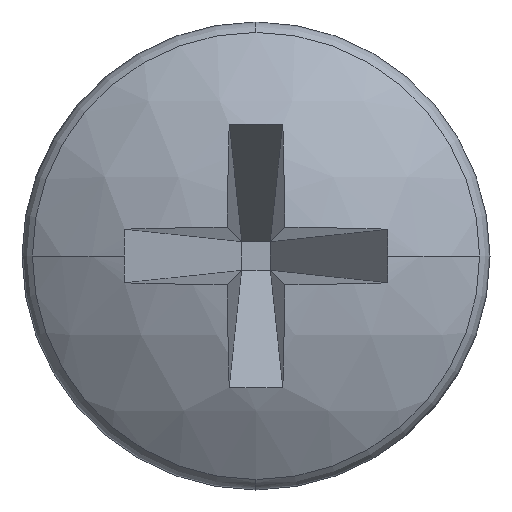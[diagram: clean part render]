
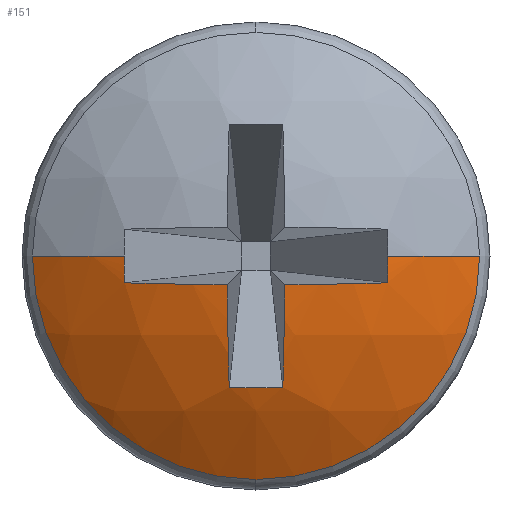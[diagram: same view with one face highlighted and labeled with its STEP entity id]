
A CAD part, left-side view. The second image highlights one B-rep face of the part: STEP entity #151.
In plain terms, the highlighted spherical face has radius 7.722 mm.
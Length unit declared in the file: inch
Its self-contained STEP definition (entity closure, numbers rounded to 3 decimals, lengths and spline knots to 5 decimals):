
#1 = DIRECTION ( 'NONE',  ( -0.084, 0., 0.996 ) ) ;
#71 = AXIS2_PLACEMENT_3D ( 'NONE', #1421, #1416, #1393 ) ;
#82 = CARTESIAN_POINT ( 'NONE',  ( 0.01876, -0.10514, 0. ) ) ;
#94 = DIRECTION ( 'NONE',  ( 0.621, 0., -0.784 ) ) ;
#112 = CIRCLE ( 'NONE', #1109, 0.17823 ) ;
#116 = DIRECTION ( 'NONE',  ( 0.996, 0., 0.084 ) ) ;
#151 = ADVANCED_FACE ( 'NONE', ( #1041 ), #2020, .T. ) ;
#152 = AXIS2_PLACEMENT_3D ( 'NONE', #596, #571, #544 ) ;
#188 = CIRCLE ( 'NONE', #755, 0.28888 ) ;
#267 = CIRCLE ( 'NONE', #2668, 0.30399 ) ;
#288 = CIRCLE ( 'NONE', #1840, 0.17823 ) ;
#331 = EDGE_CURVE ( 'NONE', #2791, #1083, #112, .T. ) ;
#400 = CARTESIAN_POINT ( 'NONE',  ( 0.05772, 0.17823, 0. ) ) ;
#412 = CARTESIAN_POINT ( 'NONE',  ( 0.01876, 0.10514, 0. ) ) ;
#424 = CARTESIAN_POINT ( 'NONE',  ( 0.01938, -0.10465, -0.02137 ) ) ;
#425 = ORIENTED_EDGE ( 'NONE', *, *, #1209, .F. ) ;
#437 = CARTESIAN_POINT ( 'NONE',  ( 0.01938, -0.02137, -0.10465 ) ) ;
#495 = AXIS2_PLACEMENT_3D ( 'NONE', #3502, #3172, #3125 ) ;
#544 = DIRECTION ( 'NONE',  ( -0.996, -0.084, 0. ) ) ;
#571 = DIRECTION ( 'NONE',  ( -0.084, 0.996, 0. ) ) ;
#578 = CARTESIAN_POINT ( 'NONE',  ( 0.01938, 0.02137, -0.10465 ) ) ;
#596 = CARTESIAN_POINT ( 'NONE',  ( 0.30379, 0.0025, 0. ) ) ;
#637 = CARTESIAN_POINT ( 'NONE',  ( 0.05772, 0., -0.17823 ) ) ;
#755 = AXIS2_PLACEMENT_3D ( 'NONE', #3439, #94, #3798 ) ;
#791 = VERTEX_POINT ( 'NONE', #437 ) ;
#928 = DIRECTION ( 'NONE',  ( 0., 0., 1. ) ) ;
#1023 = EDGE_LOOP ( 'NONE', ( #1479, #1718, #3403, #2013, #425, #3640, #3755, #2622, #1252, #1543, #3643 ) ) ;
#1041 = FACE_OUTER_BOUND ( 'NONE', #1023, .T. ) ;
#1083 = VERTEX_POINT ( 'NONE', #2619 ) ;
#1109 = AXIS2_PLACEMENT_3D ( 'NONE', #1506, #1196, #1167 ) ;
#1167 = DIRECTION ( 'NONE',  ( 0., 0., 1. ) ) ;
#1196 = DIRECTION ( 'NONE',  ( -1., 0., 0. ) ) ;
#1209 = EDGE_CURVE ( 'NONE', #3427, #2606, #267, .T. ) ;
#1227 = CARTESIAN_POINT ( 'NONE',  ( 0.01938, 0.10465, -0.02137 ) ) ;
#1237 = CARTESIAN_POINT ( 'NONE',  ( 0.304, 0., 0. ) ) ;
#1238 = DIRECTION ( 'NONE',  ( 0., 1., 0. ) ) ;
#1252 = ORIENTED_EDGE ( 'NONE', *, *, #2566, .F. ) ;
#1278 = DIRECTION ( 'NONE',  ( 0., 0., -1. ) ) ;
#1337 = CARTESIAN_POINT ( 'NONE',  ( 0.30379, 0., 0.0025 ) ) ;
#1348 = VERTEX_POINT ( 'NONE', #578 ) ;
#1393 = DIRECTION ( 'NONE',  ( -0.784, 0.621, 0. ) ) ;
#1395 = VERTEX_POINT ( 'NONE', #412 ) ;
#1416 = DIRECTION ( 'NONE',  ( 0.621, 0.784, 0. ) ) ;
#1421 = CARTESIAN_POINT ( 'NONE',  ( 0.24523, -0.07421, 0. ) ) ;
#1479 = ORIENTED_EDGE ( 'NONE', *, *, #2140, .T. ) ;
#1495 = DIRECTION ( 'NONE',  ( -1., 0., 0. ) ) ;
#1506 = CARTESIAN_POINT ( 'NONE',  ( 0.05772, 0., 0. ) ) ;
#1543 = ORIENTED_EDGE ( 'NONE', *, *, #3736, .T. ) ;
#1665 = CIRCLE ( 'NONE', #71, 0.28888 ) ;
#1666 = VERTEX_POINT ( 'NONE', #82 ) ;
#1718 = ORIENTED_EDGE ( 'NONE', *, *, #331, .T. ) ;
#1719 = DIRECTION ( 'NONE',  ( 0.996, 0., 0.084 ) ) ;
#1739 = DIRECTION ( 'NONE',  ( -0.084, 0., 0.996 ) ) ;
#1744 = CARTESIAN_POINT ( 'NONE',  ( 0.30379, 0., 0.0025 ) ) ;
#1809 = VERTEX_POINT ( 'NONE', #3809 ) ;
#1840 = AXIS2_PLACEMENT_3D ( 'NONE', #2209, #1495, #928 ) ;
#1872 = AXIS2_PLACEMENT_3D ( 'NONE', #3742, #3730, #3719 ) ;
#1925 = CIRCLE ( 'NONE', #3216, 0.304 ) ;
#2013 = ORIENTED_EDGE ( 'NONE', *, *, #2289, .T. ) ;
#2020 = SPHERICAL_SURFACE ( 'NONE', #2272, 0.304 ) ;
#2080 = CIRCLE ( 'NONE', #3233, 0.304 ) ;
#2100 = EDGE_CURVE ( 'NONE', #791, #1348, #188, .T. ) ;
#2140 = EDGE_CURVE ( 'NONE', #3242, #2791, #288, .T. ) ;
#2209 = CARTESIAN_POINT ( 'NONE',  ( 0.05772, 0., 0. ) ) ;
#2272 = AXIS2_PLACEMENT_3D ( 'NONE', #1237, #1278, #1238 ) ;
#2289 = EDGE_CURVE ( 'NONE', #1666, #2606, #3497, .T. ) ;
#2374 = VERTEX_POINT ( 'NONE', #1227 ) ;
#2501 = AXIS2_PLACEMENT_3D ( 'NONE', #1337, #1, #116 ) ;
#2566 = EDGE_CURVE ( 'NONE', #2374, #1809, #3760, .T. ) ;
#2606 = VERTEX_POINT ( 'NONE', #424 ) ;
#2619 = CARTESIAN_POINT ( 'NONE',  ( 0.05772, -0.17823, 0. ) ) ;
#2622 = ORIENTED_EDGE ( 'NONE', *, *, #3303, .F. ) ;
#2627 = EDGE_CURVE ( 'NONE', #3242, #1395, #2080, .T. ) ;
#2648 = DIRECTION ( 'NONE',  ( 1., 0., 0. ) ) ;
#2668 = AXIS2_PLACEMENT_3D ( 'NONE', #1744, #1739, #1719 ) ;
#2672 = DIRECTION ( 'NONE',  ( 0., 0., 1. ) ) ;
#2725 = EDGE_CURVE ( 'NONE', #791, #3427, #3677, .T. ) ;
#2745 = CARTESIAN_POINT ( 'NONE',  ( 0.304, 0., 0. ) ) ;
#2791 = VERTEX_POINT ( 'NONE', #637 ) ;
#3083 = CARTESIAN_POINT ( 'NONE',  ( 0.00172, -0.02286, -0.02286 ) ) ;
#3125 = DIRECTION ( 'NONE',  ( 0.784, 0.621, 0. ) ) ;
#3172 = DIRECTION ( 'NONE',  ( 0.621, -0.784, 0. ) ) ;
#3216 = AXIS2_PLACEMENT_3D ( 'NONE', #3247, #3239, #3232 ) ;
#3232 = DIRECTION ( 'NONE',  ( 0., 1., 0. ) ) ;
#3233 = AXIS2_PLACEMENT_3D ( 'NONE', #2745, #2672, #2648 ) ;
#3239 = DIRECTION ( 'NONE',  ( 0., 0., -1. ) ) ;
#3242 = VERTEX_POINT ( 'NONE', #400 ) ;
#3247 = CARTESIAN_POINT ( 'NONE',  ( 0.304, 0., 0. ) ) ;
#3303 = EDGE_CURVE ( 'NONE', #1809, #1348, #3374, .T. ) ;
#3374 = CIRCLE ( 'NONE', #1872, 0.30399 ) ;
#3394 = EDGE_CURVE ( 'NONE', #1083, #1666, #1925, .T. ) ;
#3403 = ORIENTED_EDGE ( 'NONE', *, *, #3394, .T. ) ;
#3427 = VERTEX_POINT ( 'NONE', #3083 ) ;
#3439 = CARTESIAN_POINT ( 'NONE',  ( 0.24523, 0., 0.07421 ) ) ;
#3497 = CIRCLE ( 'NONE', #495, 0.28888 ) ;
#3502 = CARTESIAN_POINT ( 'NONE',  ( 0.24523, 0.07421, 0. ) ) ;
#3640 = ORIENTED_EDGE ( 'NONE', *, *, #2725, .F. ) ;
#3643 = ORIENTED_EDGE ( 'NONE', *, *, #2627, .F. ) ;
#3677 = CIRCLE ( 'NONE', #152, 0.30399 ) ;
#3719 = DIRECTION ( 'NONE',  ( 0.996, -0.084, 0. ) ) ;
#3730 = DIRECTION ( 'NONE',  ( -0.084, -0.996, 0. ) ) ;
#3736 = EDGE_CURVE ( 'NONE', #2374, #1395, #1665, .T. ) ;
#3742 = CARTESIAN_POINT ( 'NONE',  ( 0.30379, -0.0025, 0. ) ) ;
#3755 = ORIENTED_EDGE ( 'NONE', *, *, #2100, .T. ) ;
#3760 = CIRCLE ( 'NONE', #2501, 0.30399 ) ;
#3798 = DIRECTION ( 'NONE',  ( -0.784, 0., -0.621 ) ) ;
#3809 = CARTESIAN_POINT ( 'NONE',  ( 0.00172, 0.02286, -0.02286 ) ) ;
